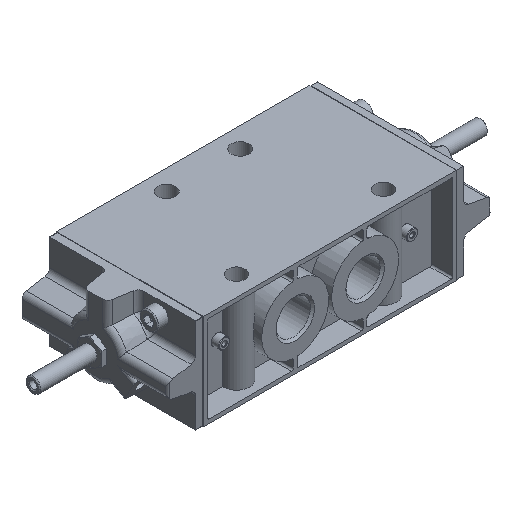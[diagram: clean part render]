
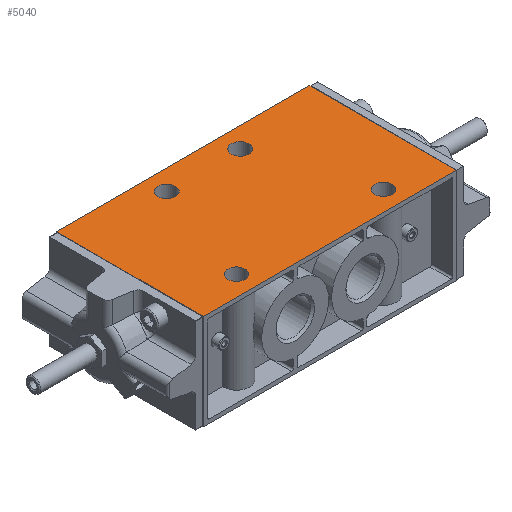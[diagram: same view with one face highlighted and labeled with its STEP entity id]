
A CAD part, isometric view. The second image highlights one B-rep face of the part: STEP entity #5040.
In plain terms, the highlighted planar face has unit normal (0, 0, 1).
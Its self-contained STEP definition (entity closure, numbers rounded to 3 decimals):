
#503=LINE('',#8490,#820);
#505=LINE('',#8498,#822);
#506=LINE('',#8500,#823);
#507=LINE('',#8502,#824);
#820=VECTOR('',#6503,1000.);
#822=VECTOR('',#6511,1000.);
#823=VECTOR('',#6512,1000.);
#824=VECTOR('',#6513,1000.);
#1416=ORIENTED_EDGE('',*,*,#2769,.T.);
#1417=ORIENTED_EDGE('',*,*,#2770,.T.);
#1418=ORIENTED_EDGE('',*,*,#2771,.F.);
#1419=ORIENTED_EDGE('',*,*,#2772,.T.);
#1420=ORIENTED_EDGE('',*,*,#2773,.T.);
#1421=ORIENTED_EDGE('',*,*,#2767,.T.);
#1422=ORIENTED_EDGE('',*,*,#2774,.T.);
#1423=ORIENTED_EDGE('',*,*,#2775,.T.);
#2767=EDGE_CURVE('',#3400,#3399,#503,.T.);
#2769=EDGE_CURVE('',#3401,#3401,#3737,.F.);
#2770=EDGE_CURVE('',#3402,#3402,#3738,.F.);
#2771=EDGE_CURVE('',#3403,#3399,#505,.T.);
#2772=EDGE_CURVE('',#3403,#3404,#506,.T.);
#2773=EDGE_CURVE('',#3404,#3400,#507,.T.);
#2774=EDGE_CURVE('',#3405,#3405,#3739,.F.);
#2775=EDGE_CURVE('',#3406,#3406,#3740,.F.);
#3399=VERTEX_POINT('',#8489);
#3400=VERTEX_POINT('',#8491);
#3401=VERTEX_POINT('',#8495);
#3402=VERTEX_POINT('',#8497);
#3403=VERTEX_POINT('',#8499);
#3404=VERTEX_POINT('',#8501);
#3405=VERTEX_POINT('',#8504);
#3406=VERTEX_POINT('',#8506);
#3737=CIRCLE('',#5515,4.8);
#3738=CIRCLE('',#5516,4.8);
#3739=CIRCLE('',#5517,4.8);
#3740=CIRCLE('',#5518,4.8);
#3997=EDGE_LOOP('',(#1416));
#3998=EDGE_LOOP('',(#1417));
#3999=EDGE_LOOP('',(#1418,#1419,#1420,#1421));
#4000=EDGE_LOOP('',(#1422));
#4001=EDGE_LOOP('',(#1423));
#4448=FACE_BOUND('',#3997,.T.);
#4449=FACE_BOUND('',#3998,.T.);
#4450=FACE_BOUND('',#3999,.T.);
#4451=FACE_BOUND('',#4000,.T.);
#4452=FACE_BOUND('',#4001,.T.);
#4839=PLANE('',#5514);
#5040=ADVANCED_FACE('',(#4448,#4449,#4450,#4451,#4452),#4839,.T.);
#5514=AXIS2_PLACEMENT_3D('',#8493,#6505,#6506);
#5515=AXIS2_PLACEMENT_3D('',#8494,#6507,#6508);
#5516=AXIS2_PLACEMENT_3D('',#8496,#6509,#6510);
#5517=AXIS2_PLACEMENT_3D('',#8503,#6514,#6515);
#5518=AXIS2_PLACEMENT_3D('',#8505,#6516,#6517);
#6503=DIRECTION('',(-1.,0.,0.));
#6505=DIRECTION('',(0.,0.,1.));
#6506=DIRECTION('',(1.,0.,0.));
#6507=DIRECTION('',(0.,0.,1.));
#6508=DIRECTION('',(1.,0.,0.));
#6509=DIRECTION('',(0.,0.,1.));
#6510=DIRECTION('',(1.,0.,0.));
#6511=DIRECTION('',(0.,1.,0.));
#6512=DIRECTION('',(1.,0.,0.));
#6513=DIRECTION('',(0.,1.,0.));
#6514=DIRECTION('',(0.,0.,1.));
#6515=DIRECTION('',(1.,0.,0.));
#6516=DIRECTION('',(0.,0.,1.));
#6517=DIRECTION('',(1.,0.,0.));
#8489=CARTESIAN_POINT('',(-69.,80.,26.));
#8490=CARTESIAN_POINT('',(88.,80.,26.));
#8491=CARTESIAN_POINT('',(69.,80.,26.));
#8493=CARTESIAN_POINT('',(-86.5,1.653,26.));
#8494=CARTESIAN_POINT('',(-20.,69.,26.));
#8495=CARTESIAN_POINT('',(-15.2,69.,26.));
#8496=CARTESIAN_POINT('',(20.,69.,26.));
#8497=CARTESIAN_POINT('',(24.8,69.,26.));
#8498=CARTESIAN_POINT('',(-69.,1.653,26.));
#8499=CARTESIAN_POINT('',(-69.,0.,26.));
#8500=CARTESIAN_POINT('',(-69.,0.,26.));
#8501=CARTESIAN_POINT('',(69.,0.,26.));
#8502=CARTESIAN_POINT('',(69.,1.653,26.));
#8503=CARTESIAN_POINT('',(40.,11.,26.));
#8504=CARTESIAN_POINT('',(44.8,11.,26.));
#8505=CARTESIAN_POINT('',(-40.,11.,26.));
#8506=CARTESIAN_POINT('',(-35.2,11.,26.));
